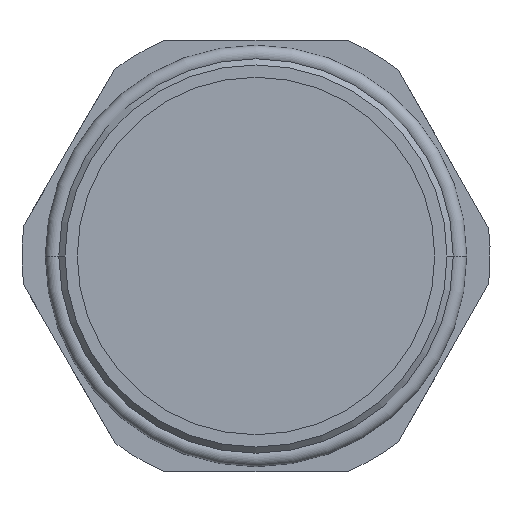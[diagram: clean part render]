
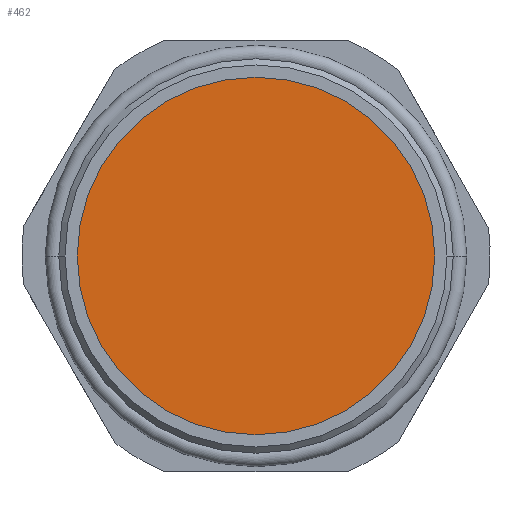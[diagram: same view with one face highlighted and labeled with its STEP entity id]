
A CAD part, front view. The second image highlights one B-rep face of the part: STEP entity #462.
In plain terms, the highlighted planar face has unit normal (0, -1, 0).
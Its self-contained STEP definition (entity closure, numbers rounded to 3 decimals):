
#45=CARTESIAN_POINT('',(0.,-2.5,0.));
#46=DIRECTION('',(0.,-1.,0.));
#47=DIRECTION('',(-1.,0.,0.));
#48=AXIS2_PLACEMENT_3D('',#45,#46,#47);
#50=CARTESIAN_POINT('',(0.,-2.5,0.));
#51=DIRECTION('',(0.,-1.,0.));
#52=DIRECTION('',(1.,0.,0.));
#53=AXIS2_PLACEMENT_3D('',#50,#51,#52);
#393=CARTESIAN_POINT('',(-14.5,-2.5,0.));
#394=CARTESIAN_POINT('',(14.5,-2.5,0.));
#395=VERTEX_POINT('',#393);
#396=VERTEX_POINT('',#394);
#451=CARTESIAN_POINT('',(-15.,-2.5,0.));
#452=DIRECTION('',(0.,1.,0.));
#453=DIRECTION('',(0.,0.,1.));
#454=AXIS2_PLACEMENT_3D('',#451,#452,#453);
#455=PLANE('',#454);
#457=ORIENTED_EDGE('',*,*,#456,.F.);
#459=ORIENTED_EDGE('',*,*,#458,.F.);
#460=EDGE_LOOP('',(#457,#459));
#461=FACE_OUTER_BOUND('',#460,.F.);
#462=ADVANCED_FACE('',(#461),#455,.F.);
#49=CIRCLE('',#48,14.5);
#54=CIRCLE('',#53,14.5);
#456=EDGE_CURVE('',#395,#396,#49,.T.);
#458=EDGE_CURVE('',#396,#395,#54,.T.);
